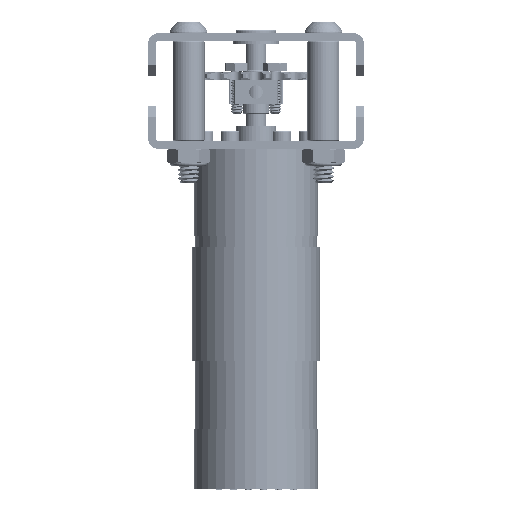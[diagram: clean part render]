
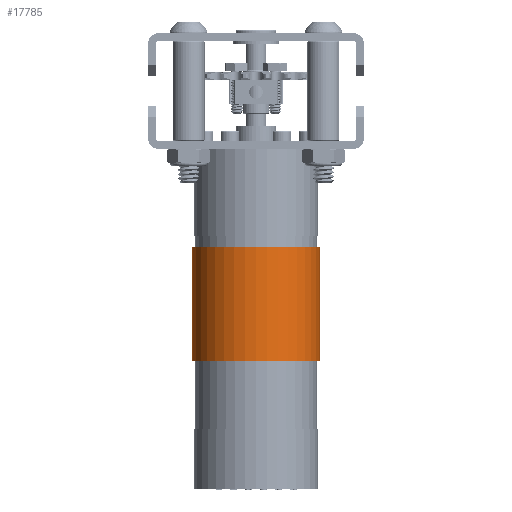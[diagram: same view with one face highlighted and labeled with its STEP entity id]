
A CAD part, left-side view. The second image highlights one B-rep face of the part: STEP entity #17785.
In plain terms, the highlighted cylindrical face has radius 19 mm (diameter 38 mm), a partial arc.
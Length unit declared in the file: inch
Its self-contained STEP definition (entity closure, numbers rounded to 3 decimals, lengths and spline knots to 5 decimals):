
#1640 = CARTESIAN_POINT ( 'NONE',  ( 0.74803, 0., -0.11811 ) ) ;
#1947 = CARTESIAN_POINT ( 'NONE',  ( 0., 0., -1.45669 ) ) ;
#3115 = EDGE_CURVE ( 'NONE', #33239, #27127, #24361, .T. ) ;
#3856 = ORIENTED_EDGE ( 'NONE', *, *, #39419, .T. ) ;
#5374 = VERTEX_POINT ( 'NONE', #40334 ) ;
#6208 = VECTOR ( 'NONE', #28556, 39.37008 ) ;
#8266 = LINE ( 'NONE', #1640, #6208 ) ;
#8350 = CARTESIAN_POINT ( 'NONE',  ( -0.74803, 0., -0.11811 ) ) ;
#10283 = CIRCLE ( 'NONE', #45731, 0.74803 ) ;
#10679 = DIRECTION ( 'NONE',  ( -1., 0., 0. ) ) ;
#11453 = DIRECTION ( 'NONE',  ( 0., 0., -1. ) ) ;
#11964 = EDGE_CURVE ( 'NONE', #5374, #49473, #10283, .T. ) ;
#14181 = EDGE_LOOP ( 'NONE', ( #20588, #32820, #3856, #50145 ) ) ;
#17785 = ADVANCED_FACE ( 'NONE', ( #25250 ), #36077, .T. ) ;
#18545 = DIRECTION ( 'NONE',  ( 0., 0., -1. ) ) ;
#20588 = ORIENTED_EDGE ( 'NONE', *, *, #22401, .F. ) ;
#22401 = EDGE_CURVE ( 'NONE', #33239, #5374, #8266, .T. ) ;
#24361 = CIRCLE ( 'NONE', #50146, 0.74803 ) ;
#25250 = FACE_OUTER_BOUND ( 'NONE', #14181, .T. ) ;
#27127 = VERTEX_POINT ( 'NONE', #39263 ) ;
#27190 = DIRECTION ( 'NONE',  ( -1., 0., 0. ) ) ;
#28556 = DIRECTION ( 'NONE',  ( 0., 0., -1. ) ) ;
#31258 = CARTESIAN_POINT ( 'NONE',  ( 0., 0., -0.11811 ) ) ;
#32391 = CARTESIAN_POINT ( 'NONE',  ( 0., 0., -0.11811 ) ) ;
#32820 = ORIENTED_EDGE ( 'NONE', *, *, #3115, .T. ) ;
#33239 = VERTEX_POINT ( 'NONE', #34143 ) ;
#34143 = CARTESIAN_POINT ( 'NONE',  ( 0.74803, 0., -0.11811 ) ) ;
#36077 = CYLINDRICAL_SURFACE ( 'NONE', #36406, 0.74803 ) ;
#36406 = AXIS2_PLACEMENT_3D ( 'NONE', #32391, #18545, #49746 ) ;
#37045 = LINE ( 'NONE', #8350, #50307 ) ;
#39263 = CARTESIAN_POINT ( 'NONE',  ( -0.74803, 0., -0.11811 ) ) ;
#39419 = EDGE_CURVE ( 'NONE', #27127, #49473, #37045, .T. ) ;
#39553 = DIRECTION ( 'NONE',  ( 0., 0., -1. ) ) ;
#39741 = CARTESIAN_POINT ( 'NONE',  ( -0.74803, 0., -1.45669 ) ) ;
#40334 = CARTESIAN_POINT ( 'NONE',  ( 0.74803, 0., -1.45669 ) ) ;
#45731 = AXIS2_PLACEMENT_3D ( 'NONE', #1947, #11453, #10679 ) ;
#49473 = VERTEX_POINT ( 'NONE', #39741 ) ;
#49746 = DIRECTION ( 'NONE',  ( -1., 0., 0. ) ) ;
#50145 = ORIENTED_EDGE ( 'NONE', *, *, #11964, .F. ) ;
#50146 = AXIS2_PLACEMENT_3D ( 'NONE', #31258, #53881, #27190 ) ;
#50307 = VECTOR ( 'NONE', #39553, 39.37008 ) ;
#53881 = DIRECTION ( 'NONE',  ( 0., 0., -1. ) ) ;
